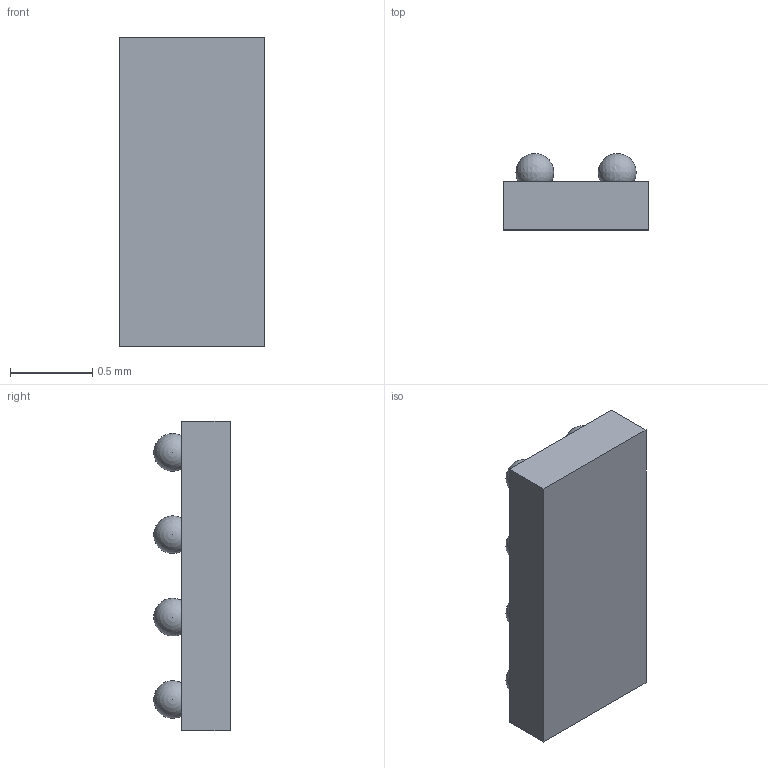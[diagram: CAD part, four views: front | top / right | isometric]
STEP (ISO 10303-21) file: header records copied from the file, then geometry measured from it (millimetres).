
FILE_DESCRIPTION(/* description */ ('Unknown'),/* implementation_level */ '2;1');
FILE_NAME(/* name */ 'X3-TSN2121-2',/* time_stamp */ '2023-04-11T10:13:57+08:00',/* author */ ('Unknown'),/* organization */ ('Unknown'),/* preprocessor_version */ 'ST-DEVELOPER v18.102',/* originating_system */ 'Solid Edge',/* authorisation */ 'Unknown');
FILE_SCHEMA (('AUTOMOTIVE_DESIGN {1 0 10303 214 3 1 1}'));
Length unit declared in the file: millimetre
Products named in the file (3): X3-TSN2121-2; Compound; BALL
Assembly tree (2 placements, depth 2):
  X3-TSN2121-2
    Compound
    BALL
Bounding box: 0.88 x 0.46 x 1.88 mm (x, y, z)
Volume: 0.5 mm3; surface area: 6.4 mm2
Topology: 9 solids, 9 shells, 22 faces, 44 edges, 32 vertices
Faces by surface type: sphere 16, plane 6
Entity records: 539 total; most frequent: DIRECTION 78, CARTESIAN_POINT 69, ORIENTED_EDGE 40, AXIS2_PLACEMENT_3D 33, FACE_BOUND 30, VERTEX_POINT 24, EDGE_LOOP 22, ADVANCED_FACE 22
